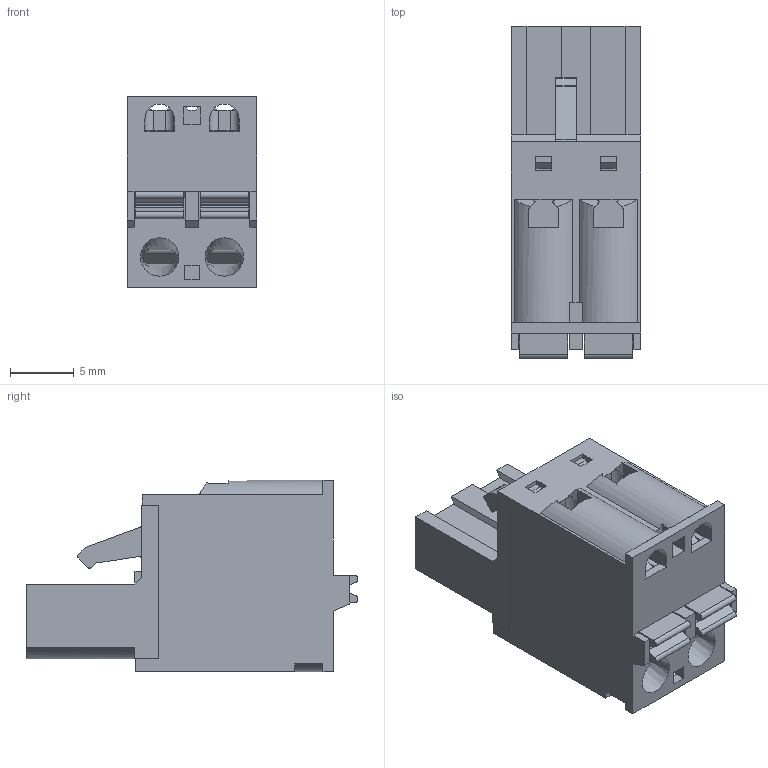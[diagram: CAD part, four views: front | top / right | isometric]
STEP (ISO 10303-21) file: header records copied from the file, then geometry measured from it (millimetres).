
FILE_DESCRIPTION(/* description */ ('Unknown'),/* implementation_level */ '2;1');
FILE_NAME(/* name */ '691353500002',/* time_stamp */ '2022-01-18T15:34:27+01:00',/* author */ ('Unknown'),/* organization */ ('Unknown'),/* preprocessor_version */ 'ST-DEVELOPER v16.7',/* originating_system */ 'Solid Edge',/* authorisation */ 'Unknown');
FILE_SCHEMA (('AUTOMOTIVE_DESIGN {1 0 10303 214 3 1 1}'));
Length unit declared in the file: millimetre
Products named in the file (6): 6913535000xx; 691353500002; 691353500002_BAS; 6913535000xx_LANGUETTE; 6913535000xx_PIN; 6913535000xx_BOUTON
Assembly tree (8 placements, depth 2):
  6913535000xx
    691353500002
    691353500002_BAS
    6913535000xx_LANGUETTE  x2
    6913535000xx_PIN  x2
    6913535000xx_BOUTON  x2
Bounding box: 10.16 x 26.05 x 15 mm (x, y, z)
Volume: 1628.9 mm3; surface area: 4421.1 mm2
Topology: 8 solids, 8 shells, 568 faces, 1612 edges, 1052 vertices
Faces by surface type: plane 443, cylinder 117, bspline 6, cone 2
Full cylindrical faces by diameter (mm): 1.5 x2, 3 x2
Entity records: 14083 total; most frequent: CARTESIAN_POINT 2735, ORIENTED_EDGE 2400, DIRECTION 2222, EDGE_CURVE 1200, LINE 1016, VECTOR 1016, VERTEX_POINT 788, AXIS2_PLACEMENT_3D 603
